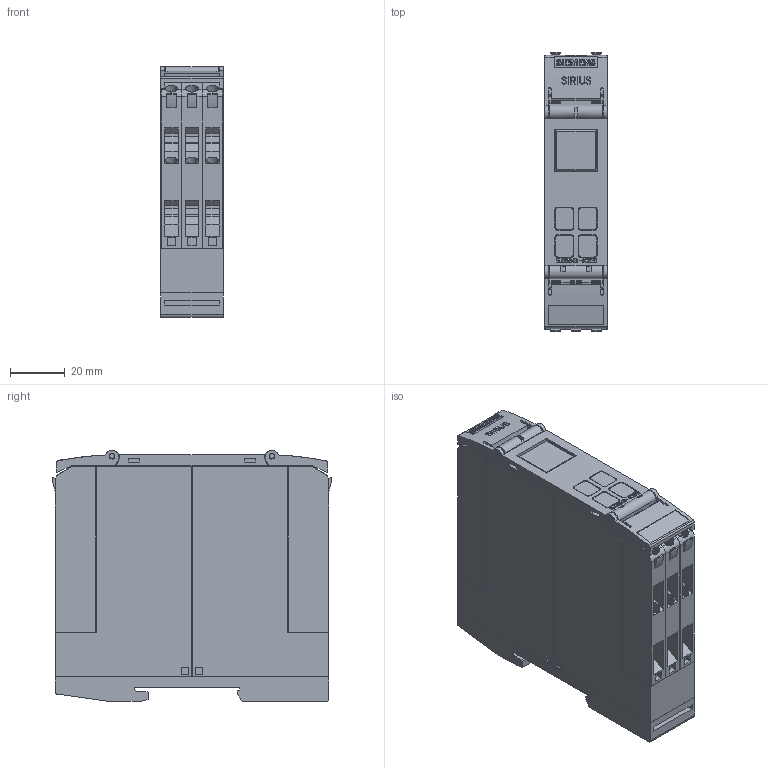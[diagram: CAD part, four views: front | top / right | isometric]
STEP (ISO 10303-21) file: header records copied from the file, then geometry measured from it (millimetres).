
FILE_DESCRIPTION(('STEP AP214'),'1');
FILE_NAME('cctmp_49B5D834-A633-45AA-BB47-8D89AE87B748_2024_05_27_11_12_42_0696..stp','2024-05-27T09:12:43',('SIEMENS A&D'),('CADClick - www.CADClick.com'),'Spatial InterOp 3D',' ','unknown authorization');
FILE_SCHEMA(('AUTOMOTIVE_DESIGN'));
Length unit declared in the file: millimetre
Products named in the file (1): 3UG5643-1CS20
Bounding box: 22.8 x 101.9 x 91.6 mm (x, y, z)
Volume: 178677.2 mm3; surface area: 51948.7 mm2
Topology: 1 solids, 1 shells, 1719 faces, 4825 edges, 3205 vertices
Faces by surface type: plane 1391, cylinder 282, cone 30, torus 16
Entity records: 69735 total; most frequent: CARTESIAN_POINT 10963, ORIENTED_EDGE 9634, DIRECTION 8915, EDGE_CURVE 4817, LINE 3977, VECTOR 3977, VERTEX_POINT 3205, AXIS2_PLACEMENT_3D 2469
